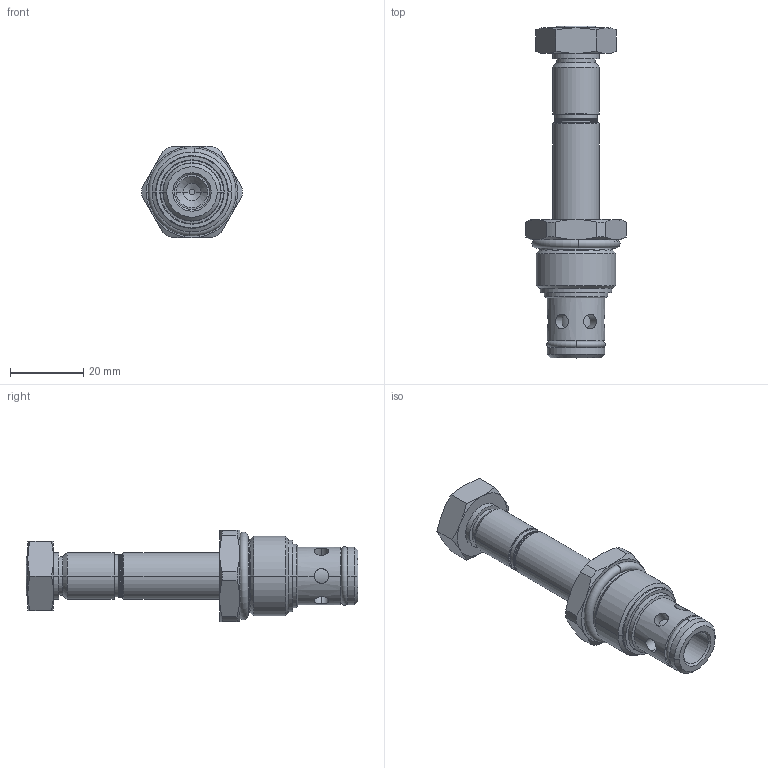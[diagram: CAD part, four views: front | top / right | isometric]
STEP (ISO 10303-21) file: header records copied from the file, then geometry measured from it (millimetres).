
FILE_DESCRIPTION((''),'2;1');
FILE_NAME('DLUTXCN','2022-08-19T14:44:27',('AlainG'),('Sun Hydraulics LLC'),'CREO PARAMETRIC BY PTC INC, 2021072','CREO PARAMETRIC BY PTC INC, 2021072','');
FILE_SCHEMA(('AUTOMOTIVE_DESIGN { 1 0 10303 214 1 1 1 1 }'));
Length unit declared in the file: inch
Products named in the file (1): DLUTXCN
Bounding box: 27.5 x 90.9 x 25 mm (x, y, z)
Volume: 17385.6 mm3; surface area: 11905.9 mm2
Topology: 1 solids, 8 shells, 697 faces, 2071 edges, 1344 vertices
Faces by surface type: plane 366, cylinder 194, cone 68, torus 56, bspline 13
Entity records: 30542 total; most frequent: CARTESIAN_POINT 10672, ORIENTED_EDGE 4142, DIRECTION 4057, EDGE_CURVE 2071, AXIS2_PLACEMENT_3D 1557, VERTEX_POINT 1344, VECTOR 940, LINE 940
